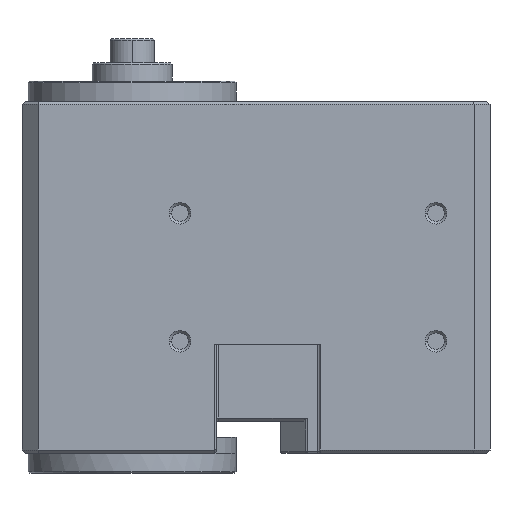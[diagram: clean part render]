
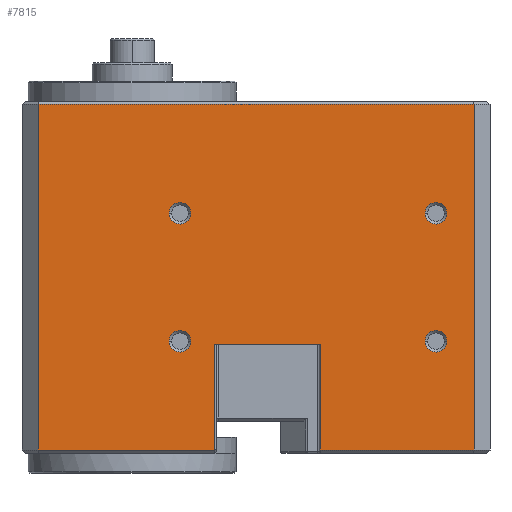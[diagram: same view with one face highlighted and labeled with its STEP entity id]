
A CAD part, left-side view. The second image highlights one B-rep face of the part: STEP entity #7815.
In plain terms, the highlighted planar face has unit normal (-1, 0, 0).
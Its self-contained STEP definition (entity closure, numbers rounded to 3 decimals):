
#2050=DIRECTION('',(0.,-1.,0.));
#2051=VECTOR('',#2050,13.2);
#2052=CARTESIAN_POINT('',(-16.75,-10.3,-8.4));
#2053=LINE('',#2052,#2051);
#2103=CARTESIAN_POINT('',(-16.75,-6.,-8.));
#2104=DIRECTION('',(1.,0.,0.));
#2105=DIRECTION('',(0.,-1.,0.));
#2106=AXIS2_PLACEMENT_3D('',#2103,#2104,#2105);
#2108=CARTESIAN_POINT('',(-16.75,-6.,-8.));
#2109=DIRECTION('',(1.,0.,0.));
#2110=DIRECTION('',(0.,1.,0.));
#2111=AXIS2_PLACEMENT_3D('',#2108,#2109,#2110);
#2113=CARTESIAN_POINT('',(-16.75,-6.,8.));
#2114=DIRECTION('',(1.,0.,0.));
#2115=DIRECTION('',(0.,-1.,0.));
#2116=AXIS2_PLACEMENT_3D('',#2113,#2114,#2115);
#2118=CARTESIAN_POINT('',(-16.75,-6.,8.));
#2119=DIRECTION('',(1.,0.,0.));
#2120=DIRECTION('',(0.,1.,0.));
#2121=AXIS2_PLACEMENT_3D('',#2118,#2119,#2120);
#2123=CARTESIAN_POINT('',(-16.75,-38.,-8.));
#2124=DIRECTION('',(1.,0.,0.));
#2125=DIRECTION('',(0.,-1.,0.));
#2126=AXIS2_PLACEMENT_3D('',#2123,#2124,#2125);
#2128=CARTESIAN_POINT('',(-16.75,-38.,-8.));
#2129=DIRECTION('',(1.,0.,0.));
#2130=DIRECTION('',(0.,1.,0.));
#2131=AXIS2_PLACEMENT_3D('',#2128,#2129,#2130);
#2133=CARTESIAN_POINT('',(-16.75,-38.,8.));
#2134=DIRECTION('',(1.,0.,0.));
#2135=DIRECTION('',(0.,-1.,0.));
#2136=AXIS2_PLACEMENT_3D('',#2133,#2134,#2135);
#2138=CARTESIAN_POINT('',(-16.75,-38.,8.));
#2139=DIRECTION('',(1.,0.,0.));
#2140=DIRECTION('',(0.,1.,0.));
#2141=AXIS2_PLACEMENT_3D('',#2138,#2139,#2140);
#2143=DIRECTION('',(0.,0.,-1.));
#2144=VECTOR('',#2143,13.2);
#2145=CARTESIAN_POINT('',(-16.75,-10.3,-8.4));
#2146=LINE('',#2145,#2144);
#2147=DIRECTION('',(0.,1.,0.));
#2148=VECTOR('',#2147,22.05);
#2149=CARTESIAN_POINT('',(-16.75,-10.3,-21.6));
#2150=LINE('',#2149,#2148);
#2151=DIRECTION('',(0.,0.,-1.));
#2152=VECTOR('',#2151,43.2);
#2153=CARTESIAN_POINT('',(-16.75,11.75,21.6));
#2154=LINE('',#2153,#2152);
#2155=DIRECTION('',(0.,-1.,0.));
#2156=VECTOR('',#2155,54.5);
#2157=CARTESIAN_POINT('',(-16.75,11.75,21.6));
#2158=LINE('',#2157,#2156);
#2159=DIRECTION('',(0.,0.,-1.));
#2160=VECTOR('',#2159,43.2);
#2161=CARTESIAN_POINT('',(-16.75,-42.75,21.6));
#2162=LINE('',#2161,#2160);
#2163=DIRECTION('',(0.,1.,0.));
#2164=VECTOR('',#2163,19.25);
#2165=CARTESIAN_POINT('',(-16.75,-42.75,-21.6));
#2166=LINE('',#2165,#2164);
#2707=DIRECTION('',(0.,0.,-1.));
#2708=VECTOR('',#2707,13.2);
#2709=CARTESIAN_POINT('',(-16.75,-23.5,-8.4));
#2710=LINE('',#2709,#2708);
#3852=CARTESIAN_POINT('',(-16.75,-7.35,-8.));
#3853=VERTEX_POINT('',#3852);
#3854=CARTESIAN_POINT('',(-16.75,-4.65,-8.));
#3855=VERTEX_POINT('',#3854);
#3860=CARTESIAN_POINT('',(-16.75,-7.35,8.));
#3861=VERTEX_POINT('',#3860);
#3862=CARTESIAN_POINT('',(-16.75,-4.65,8.));
#3863=VERTEX_POINT('',#3862);
#3868=CARTESIAN_POINT('',(-16.75,-39.35,-8.));
#3869=VERTEX_POINT('',#3868);
#3870=CARTESIAN_POINT('',(-16.75,-36.65,-8.));
#3871=VERTEX_POINT('',#3870);
#3876=CARTESIAN_POINT('',(-16.75,-39.35,8.));
#3877=VERTEX_POINT('',#3876);
#3878=CARTESIAN_POINT('',(-16.75,-36.65,8.));
#3879=VERTEX_POINT('',#3878);
#4136=CARTESIAN_POINT('',(-16.75,-42.75,21.6));
#4137=VERTEX_POINT('',#4136);
#4140=CARTESIAN_POINT('',(-16.75,11.75,21.6));
#4141=VERTEX_POINT('',#4140);
#4144=CARTESIAN_POINT('',(-16.75,11.75,-21.6));
#4146=VERTEX_POINT('',#4144);
#4180=CARTESIAN_POINT('',(-16.75,-42.75,-21.6));
#4181=VERTEX_POINT('',#4180);
#4182=CARTESIAN_POINT('',(-16.75,-23.5,-21.6));
#4183=VERTEX_POINT('',#4182);
#4184=CARTESIAN_POINT('',(-16.75,-23.5,-8.4));
#4185=VERTEX_POINT('',#4184);
#4638=CARTESIAN_POINT('',(-16.75,-10.3,-21.6));
#4639=VERTEX_POINT('',#4638);
#4644=CARTESIAN_POINT('',(-16.75,-10.3,-8.4));
#4645=VERTEX_POINT('',#4644);
#7772=CARTESIAN_POINT('',(-16.75,13.75,-22.));
#7773=DIRECTION('',(-1.,0.,0.));
#7774=DIRECTION('',(0.,-1.,0.));
#7775=AXIS2_PLACEMENT_3D('',#7772,#7773,#7774);
#7776=PLANE('',#7775);
#7777=ORIENTED_EDGE('',*,*,#7766,.T.);
#7778=ORIENTED_EDGE('',*,*,#6279,.T.);
#7779=ORIENTED_EDGE('',*,*,#6305,.F.);
#7781=ORIENTED_EDGE('',*,*,#7780,.T.);
#7783=ORIENTED_EDGE('',*,*,#7782,.T.);
#7785=ORIENTED_EDGE('',*,*,#7784,.T.);
#7787=ORIENTED_EDGE('',*,*,#7786,.F.);
#7788=ORIENTED_EDGE('',*,*,#7727,.F.);
#7789=EDGE_LOOP('',(#7777,#7778,#7779,#7781,#7783,#7785,#7787,#7788));
#7790=FACE_OUTER_BOUND('',#7789,.F.);
#7792=ORIENTED_EDGE('',*,*,#7791,.F.);
#7794=ORIENTED_EDGE('',*,*,#7793,.F.);
#7795=EDGE_LOOP('',(#7792,#7794));
#7796=FACE_BOUND('',#7795,.F.);
#7798=ORIENTED_EDGE('',*,*,#7797,.F.);
#7800=ORIENTED_EDGE('',*,*,#7799,.F.);
#7801=EDGE_LOOP('',(#7798,#7800));
#7802=FACE_BOUND('',#7801,.F.);
#7804=ORIENTED_EDGE('',*,*,#7803,.F.);
#7806=ORIENTED_EDGE('',*,*,#7805,.F.);
#7807=EDGE_LOOP('',(#7804,#7806));
#7808=FACE_BOUND('',#7807,.F.);
#7810=ORIENTED_EDGE('',*,*,#7809,.F.);
#7812=ORIENTED_EDGE('',*,*,#7811,.F.);
#7813=EDGE_LOOP('',(#7810,#7812));
#7814=FACE_BOUND('',#7813,.F.);
#7815=ADVANCED_FACE('',(#7790,#7796,#7802,#7808,#7814),#7776,.T.);
#2107=CIRCLE('',#2106,1.35);
#2112=CIRCLE('',#2111,1.35);
#2117=CIRCLE('',#2116,1.35);
#2122=CIRCLE('',#2121,1.35);
#2127=CIRCLE('',#2126,1.35);
#2132=CIRCLE('',#2131,1.35);
#2137=CIRCLE('',#2136,1.35);
#2142=CIRCLE('',#2141,1.35);
#6279=EDGE_CURVE('',#4639,#4146,#2150,.T.);
#6305=EDGE_CURVE('',#4141,#4146,#2154,.T.);
#7727=EDGE_CURVE('',#4645,#4185,#2053,.T.);
#7766=EDGE_CURVE('',#4645,#4639,#2146,.T.);
#7780=EDGE_CURVE('',#4141,#4137,#2158,.T.);
#7782=EDGE_CURVE('',#4137,#4181,#2162,.T.);
#7784=EDGE_CURVE('',#4181,#4183,#2166,.T.);
#7786=EDGE_CURVE('',#4185,#4183,#2710,.T.);
#7791=EDGE_CURVE('',#3861,#3863,#2117,.T.);
#7793=EDGE_CURVE('',#3863,#3861,#2122,.T.);
#7797=EDGE_CURVE('',#3869,#3871,#2127,.T.);
#7799=EDGE_CURVE('',#3871,#3869,#2132,.T.);
#7803=EDGE_CURVE('',#3877,#3879,#2137,.T.);
#7805=EDGE_CURVE('',#3879,#3877,#2142,.T.);
#7809=EDGE_CURVE('',#3853,#3855,#2107,.T.);
#7811=EDGE_CURVE('',#3855,#3853,#2112,.T.);
